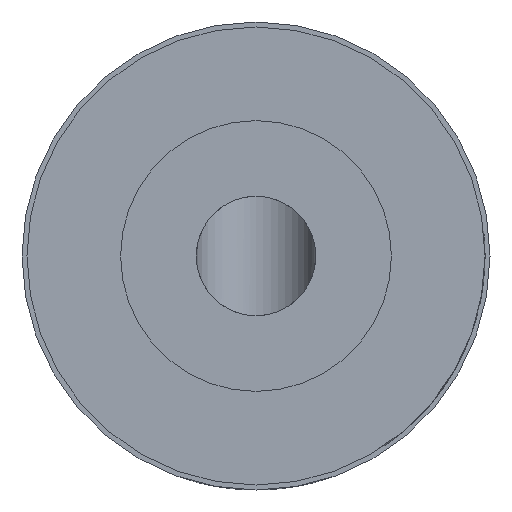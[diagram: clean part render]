
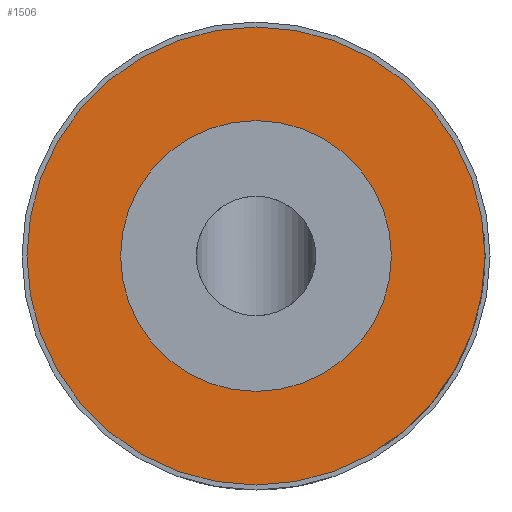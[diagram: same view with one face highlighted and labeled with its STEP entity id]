
A CAD part, front view. The second image highlights one B-rep face of the part: STEP entity #1506.
In plain terms, the highlighted planar face has unit normal (0, -1, 0).
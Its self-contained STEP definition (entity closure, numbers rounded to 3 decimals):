
#267 = EDGE_CURVE ( 'NONE', #2190, #6668, #6559, .T. ) ;
#317 = CARTESIAN_POINT ( 'NONE',  ( 0., 0., 0. ) ) ;
#610 = CARTESIAN_POINT ( 'NONE',  ( 0., 0., -6.8 ) ) ;
#669 = DIRECTION ( 'NONE',  ( 0., 0., -1. ) ) ;
#704 = CARTESIAN_POINT ( 'NONE',  ( 0., 0., 0. ) ) ;
#718 = DIRECTION ( 'NONE',  ( 0., 0., -1. ) ) ;
#729 = AXIS2_PLACEMENT_3D ( 'NONE', #2532, #5132, #4590 ) ;
#1156 = VERTEX_POINT ( 'NONE', #5529 ) ;
#1285 = AXIS2_PLACEMENT_3D ( 'NONE', #317, #3440, #2374 ) ;
#1383 = CARTESIAN_POINT ( 'NONE',  ( 0., 0., -11.5 ) ) ;
#1506 = ADVANCED_FACE ( 'NONE', ( #3343, #3891 ), #5957, .T. ) ;
#1606 = AXIS2_PLACEMENT_3D ( 'NONE', #6642, #5178, #3652 ) ;
#1823 = CIRCLE ( 'NONE', #1606, 11.5 ) ;
#1908 = ORIENTED_EDGE ( 'NONE', *, *, #3352, .F. ) ;
#2190 = VERTEX_POINT ( 'NONE', #3166 ) ;
#2374 = DIRECTION ( 'NONE',  ( 0., 0., -1. ) ) ;
#2532 = CARTESIAN_POINT ( 'NONE',  ( 0., 0., 0. ) ) ;
#2862 = EDGE_LOOP ( 'NONE', ( #5455, #4796 ) ) ;
#3106 = CIRCLE ( 'NONE', #1285, 6.8 ) ;
#3155 = ORIENTED_EDGE ( 'NONE', *, *, #4885, .F. ) ;
#3166 = CARTESIAN_POINT ( 'NONE',  ( 0., 0., 11.5 ) ) ;
#3308 = DIRECTION ( 'NONE',  ( 0., -1., 0. ) ) ;
#3343 = FACE_BOUND ( 'NONE', #6171, .T. ) ;
#3352 = EDGE_CURVE ( 'NONE', #3587, #1156, #3106, .T. ) ;
#3440 = DIRECTION ( 'NONE',  ( 0., -1., 0. ) ) ;
#3587 = VERTEX_POINT ( 'NONE', #610 ) ;
#3652 = DIRECTION ( 'NONE',  ( 0., 0., -1. ) ) ;
#3891 = FACE_OUTER_BOUND ( 'NONE', #2862, .T. ) ;
#4382 = DIRECTION ( 'NONE',  ( 0., -1., 0. ) ) ;
#4590 = DIRECTION ( 'NONE',  ( 0., 0., -1. ) ) ;
#4796 = ORIENTED_EDGE ( 'NONE', *, *, #267, .T. ) ;
#4885 = EDGE_CURVE ( 'NONE', #1156, #3587, #5607, .T. ) ;
#5132 = DIRECTION ( 'NONE',  ( 0., -1., 0. ) ) ;
#5163 = AXIS2_PLACEMENT_3D ( 'NONE', #704, #4382, #669 ) ;
#5178 = DIRECTION ( 'NONE',  ( 0., -1., 0. ) ) ;
#5256 = AXIS2_PLACEMENT_3D ( 'NONE', #5344, #3308, #718 ) ;
#5344 = CARTESIAN_POINT ( 'NONE',  ( 0., 0., 0. ) ) ;
#5455 = ORIENTED_EDGE ( 'NONE', *, *, #5550, .T. ) ;
#5529 = CARTESIAN_POINT ( 'NONE',  ( 0., 0., 6.8 ) ) ;
#5550 = EDGE_CURVE ( 'NONE', #6668, #2190, #1823, .T. ) ;
#5607 = CIRCLE ( 'NONE', #5163, 6.8 ) ;
#5957 = PLANE ( 'NONE',  #5256 ) ;
#6171 = EDGE_LOOP ( 'NONE', ( #1908, #3155 ) ) ;
#6559 = CIRCLE ( 'NONE', #729, 11.5 ) ;
#6642 = CARTESIAN_POINT ( 'NONE',  ( 0., 0., 0. ) ) ;
#6668 = VERTEX_POINT ( 'NONE', #1383 ) ;
